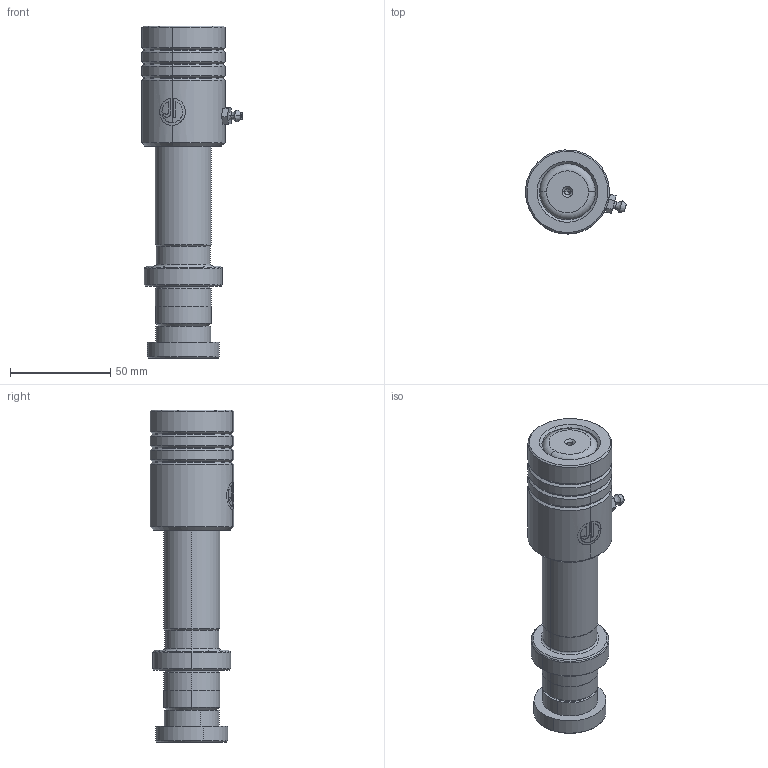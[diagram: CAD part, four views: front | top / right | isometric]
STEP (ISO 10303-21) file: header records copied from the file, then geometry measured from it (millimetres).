
FILE_DESCRIPTION (( 'STEP AP214' ), '1' );
FILE_NAME ('HRD-D28-L130(BL-60).STEP', '2021-09-27T09:05:43', ( '' ), ( '' ), 'SwSTEP 2.0', 'SolidWorks 2016', '' );
FILE_SCHEMA (( 'AUTOMOTIVE_DESIGN' ));
Length unit declared in the file: millimetre
Products named in the file (12): LXB-D42-d28-L60郪蚾; TRP-D28-L130; 蛁蚐郲; TRP蹟簽D28; HRD-D28-L130(BL-60); LXB-D42-d28-L60
Assembly tree (7 placements, depth 3):
  TRP-D28-L130
  TRP蹟簽D28
  HRD-D28-L130(BL-60)
    TRP-D28-L130
    TRP蹟簽D28
    LXB-D42-d28-L60郪蚾
      LXB-D42-d28-L60
      蛁蚐郲
  蛁蚐郲
  HRD-D28-L130(BL-60)
    LXB-D42-d28-L60郪蚾
      LXB-D42-d28-L60
Bounding box: 50.39 x 41.93 x 166 mm (x, y, z)
Volume: 148821.4 mm3; surface area: 36243.9 mm2
Topology: 4 solids, 4 shells, 163 faces, 361 edges, 216 vertices
Faces by surface type: cylinder 49, cone 42, plane 30, torus 28, bspline 14
Entity records: 8798 total; most frequent: CARTESIAN_POINT 4885, DIRECTION 799, ORIENTED_EDGE 710, EDGE_CURVE 355, AXIS2_PLACEMENT_3D 341, VERTEX_POINT 212, EDGE_LOOP 183, CIRCLE 177
